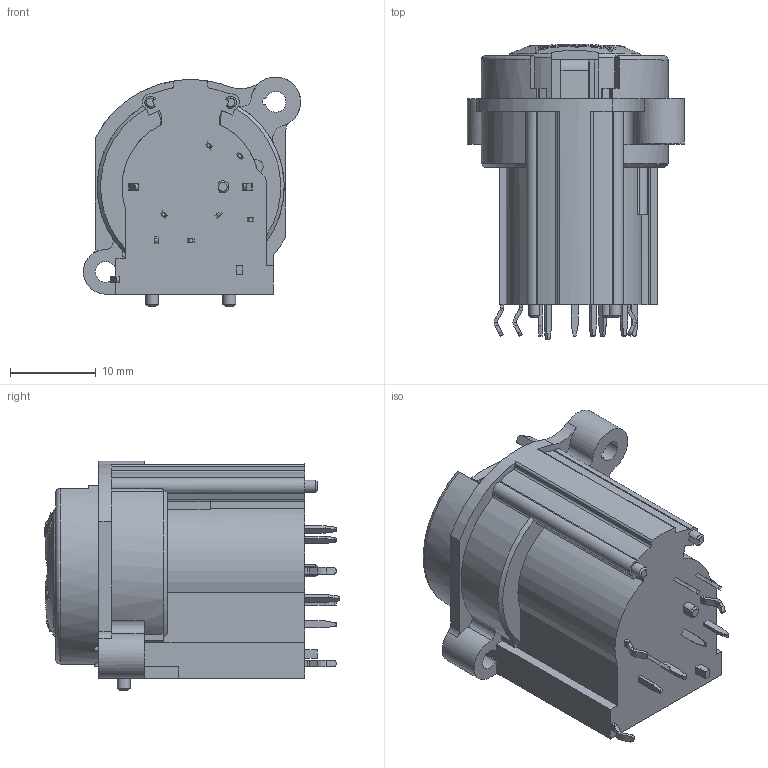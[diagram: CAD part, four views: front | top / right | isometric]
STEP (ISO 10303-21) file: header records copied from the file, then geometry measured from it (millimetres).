
FILE_DESCRIPTION(/* description */ (''),/* implementation_level */ '2;1');
FILE_NAME(/* name */ 'ACJC9AV2L.stp',/* time_stamp */ '2026-03-31T14:48:49+11:00',/* author */ ('minh'),/* organization */ (''),/* preprocessor_version */ 'ST-DEVELOPER v19.2',/* originating_system */ 'Autodesk Inventor 2023',/* authorisation */ '');
FILE_SCHEMA (('AUTOMOTIVE_DESIGN { 1 0 10303 214 3 1 1 }'));
Length unit declared in the file: inch
Products named in the file (1): ACJC9AV2L simplified
Bounding box: 25.3 x 34.44 x 26.8 mm (x, y, z)
Volume: 10374.7 mm3; surface area: 4909.3 mm2
Topology: 1 solids, 5 shells, 577 faces, 1527 edges, 993 vertices
Faces by surface type: plane 346, bspline 110, cylinder 104, cone 13, torus 4
Full cylindrical faces by diameter (mm): 1.5 x2
Entity records: 20863 total; most frequent: CARTESIAN_POINT 6573, ORIENTED_EDGE 3054, DIRECTION 2468, EDGE_CURVE 1527, VERTEX_POINT 993, LINE 906, VECTOR 906, AXIS2_PLACEMENT_3D 781
